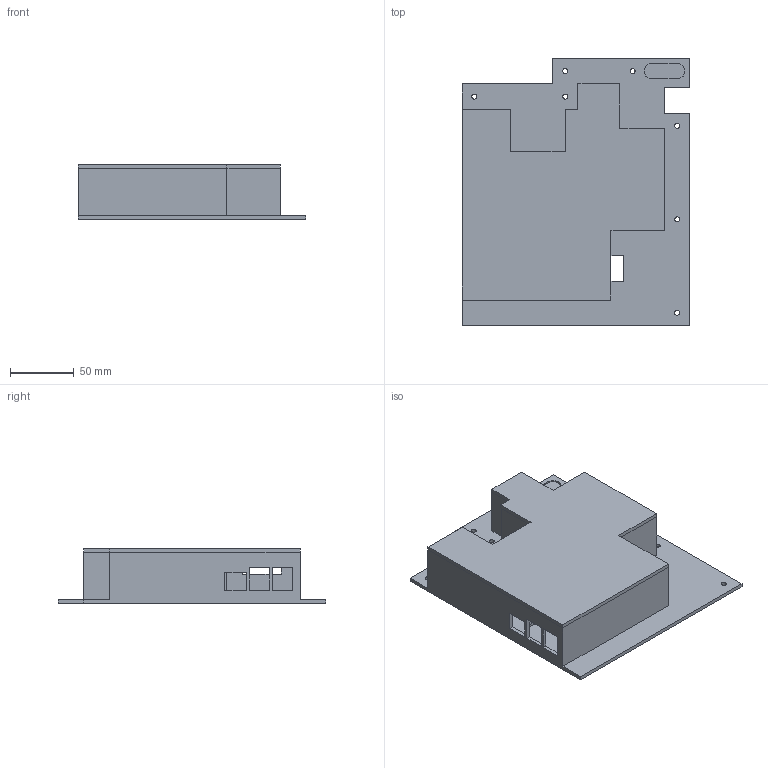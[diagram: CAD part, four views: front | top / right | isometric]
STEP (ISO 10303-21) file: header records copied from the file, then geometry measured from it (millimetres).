
FILE_DESCRIPTION(/* description */ (''),/* implementation_level */ '2;1');
FILE_NAME(/* name */ 'Box Complete.step',/* time_stamp */ '2019-06-08T18:00:40+02:00',/* author */ (''),/* organization */ (''),/* preprocessor_version */ 'ST-DEVELOPER v18',/* originating_system */ 'Autodesk Translation Framework v8.2.0.1029',/* authorisation */ '');
FILE_SCHEMA (('AUTOMOTIVE_DESIGN { 1 0 10303 214 3 1 1 }'));
Length unit declared in the file: millimetre
Products named in the file (1): Box Complete
Bounding box: 179 x 210 x 43 mm (x, y, z)
Volume: 248002.6 mm3; surface area: 173135.8 mm2
Topology: 2 solids, 2 shells, 255 faces, 709 edges, 474 vertices
Faces by surface type: plane 222, cylinder 33
Full cylindrical faces by diameter (mm): 2.75 x12, 3.9 x7, 6.778 x10
Entity records: 8276 total; most frequent: CARTESIAN_POINT 1439, ORIENTED_EDGE 1418, DIRECTION 1363, EDGE_CURVE 709, LINE 567, VECTOR 567, VERTEX_POINT 474, AXIS2_PLACEMENT_3D 398
